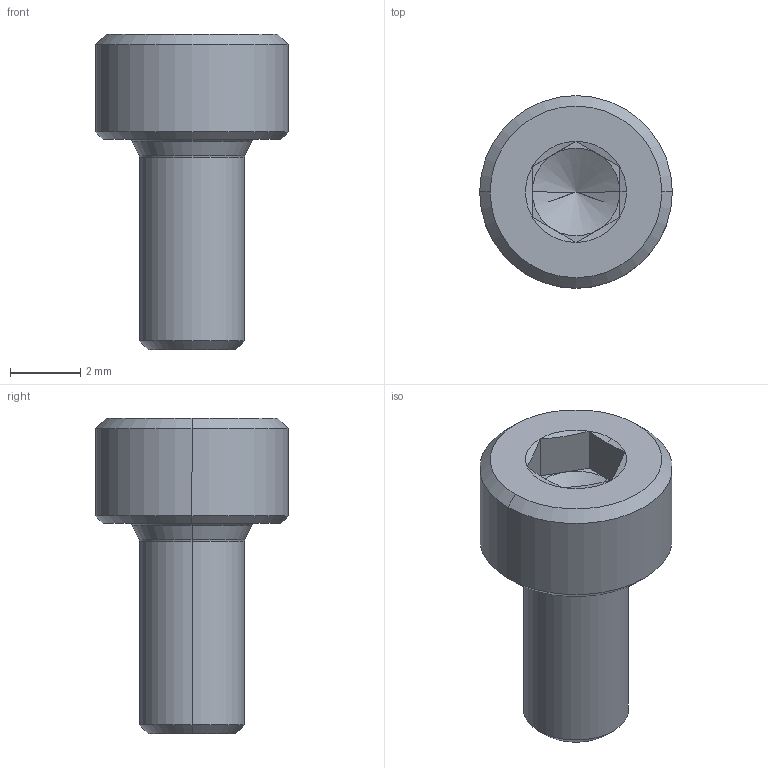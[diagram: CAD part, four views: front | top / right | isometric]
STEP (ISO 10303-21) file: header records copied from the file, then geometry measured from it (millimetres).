
FILE_DESCRIPTION (( 'STEP AP214' ), '1' );
FILE_NAME ('TR Fastenings Ltd-M3X6mm.STEP', '2018-12-19T09:51:02', ( '' ), ( '' ), 'SwSTEP 2.0', 'SolidWorks 2018', '' );
FILE_SCHEMA (( 'AUTOMOTIVE_DESIGN' ));
Length unit declared in the file: millimetre
Products named in the file (1): TR Fastenings Ltd-M3X6mm
Bounding box: 5.5 x 5.5 x 9 mm (x, y, z)
Volume: 104.6 mm3; surface area: 159.2 mm2
Topology: 1 solids, 1 shells, 40 faces, 79 edges, 41 vertices
Faces by surface type: cone 17, plane 15, cylinder 4, torus 4
Entity records: 1059 total; most frequent: DIRECTION 189, CARTESIAN_POINT 186, ORIENTED_EDGE 154, AXIS2_PLACEMENT_3D 78, EDGE_CURVE 77, EDGE_LOOP 42, VERTEX_POINT 41, ADVANCED_FACE 40
